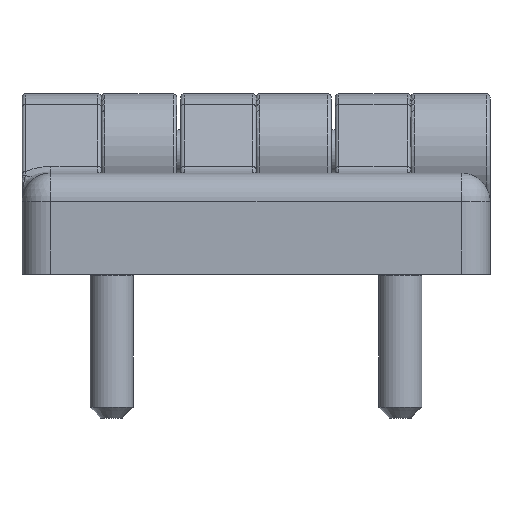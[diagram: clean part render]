
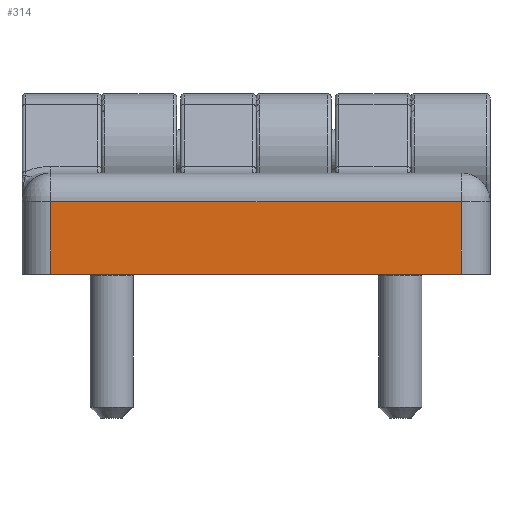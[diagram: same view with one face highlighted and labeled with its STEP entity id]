
A CAD part, left-side view. The second image highlights one B-rep face of the part: STEP entity #314.
In plain terms, the highlighted planar face has unit normal (-1, 0, 0).
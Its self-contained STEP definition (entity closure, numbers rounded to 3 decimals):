
#314 = ADVANCED_FACE( '', ( #849 ), #850, .F. );
#849 = FACE_OUTER_BOUND( '', #1702, .T. );
#850 = PLANE( '', #1703 );
#1702 = EDGE_LOOP( '', ( #3181, #3182, #3183, #3184 ) );
#1703 = AXIS2_PLACEMENT_3D( '', #3185, #3186, #3187 );
#3181 = ORIENTED_EDGE( '', *, *, #5202, .T. );
#3182 = ORIENTED_EDGE( '', *, *, #5203, .T. );
#3183 = ORIENTED_EDGE( '', *, *, #5204, .T. );
#3184 = ORIENTED_EDGE( '', *, *, #5205, .T. );
#3185 = CARTESIAN_POINT( '', ( -12., 32.45, 14. ) );
#3186 = DIRECTION( '', ( 1., 0., 0. ) );
#3187 = DIRECTION( '', ( 0., 0., -1. ) );
#5202 = EDGE_CURVE( '', #6121, #6122, #6123, .T. );
#5203 = EDGE_CURVE( '', #6122, #6124, #6125, .F. );
#5204 = EDGE_CURVE( '', #6124, #6126, #6127, .F. );
#5205 = EDGE_CURVE( '', #6126, #6121, #6128, .T. );
#6121 = VERTEX_POINT( '', #7440 );
#6122 = VERTEX_POINT( '', #7441 );
#6123 = LINE( '', #7442, #7443 );
#6124 = VERTEX_POINT( '', #7444 );
#6125 = LINE( '', #7445, #7446 );
#6126 = VERTEX_POINT( '', #7447 );
#6127 = LINE( '', #7448, #7449 );
#6128 = LINE( '', #7450, #7451 );
#7440 = CARTESIAN_POINT( '', ( -12., 28.45, 0. ) );
#7441 = CARTESIAN_POINT( '', ( -12., -28.45, 0. ) );
#7442 = CARTESIAN_POINT( '', ( -12., 32.45, 0. ) );
#7443 = VECTOR( '', #9019, 1000. );
#7444 = CARTESIAN_POINT( '', ( -12., -28.45, 10. ) );
#7445 = CARTESIAN_POINT( '', ( -12., -28.45, 14. ) );
#7446 = VECTOR( '', #9020, 1000. );
#7447 = CARTESIAN_POINT( '', ( -12., 28.45, 10. ) );
#7448 = CARTESIAN_POINT( '', ( -12., 32.45, 10. ) );
#7449 = VECTOR( '', #9021, 1000. );
#7450 = CARTESIAN_POINT( '', ( -12., 28.45, 14. ) );
#7451 = VECTOR( '', #9022, 1000. );
#9019 = DIRECTION( '', ( 0., -1., 0. ) );
#9020 = DIRECTION( '', ( 0., 0., -1. ) );
#9021 = DIRECTION( '', ( 0., -1., 0. ) );
#9022 = DIRECTION( '', ( 0., 0., -1. ) );
